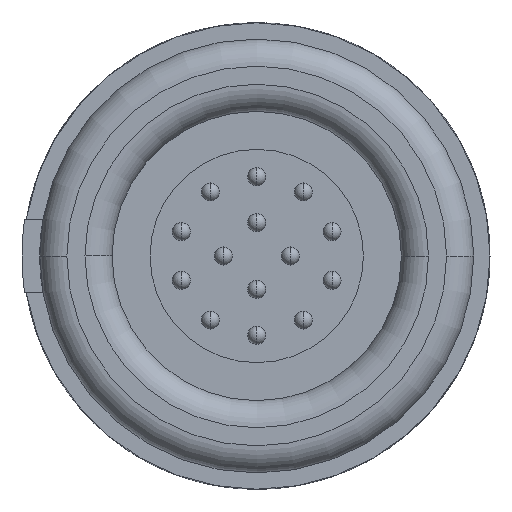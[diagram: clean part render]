
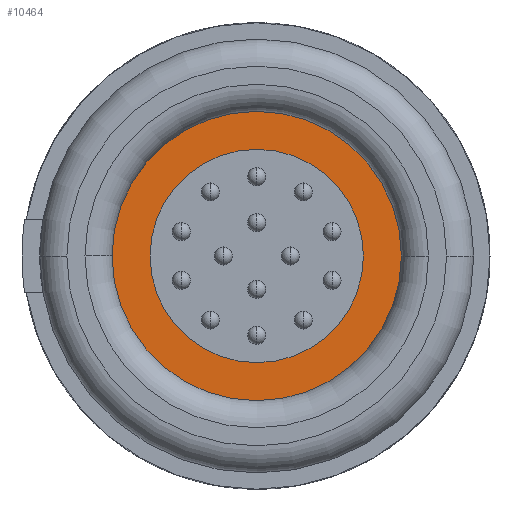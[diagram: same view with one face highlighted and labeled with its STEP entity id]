
A CAD part, left-side view. The second image highlights one B-rep face of the part: STEP entity #10464.
In plain terms, the highlighted planar face has unit normal (-1, 0, 0).
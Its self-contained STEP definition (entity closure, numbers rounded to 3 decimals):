
#1252=CARTESIAN_POINT('',(-9.95,0.,0.));
#1253=DIRECTION('',(-1.,0.,0.));
#1254=DIRECTION('',(0.,1.,0.));
#1255=AXIS2_PLACEMENT_3D('',#1252,#1253,#1254);
#1266=CARTESIAN_POINT('',(-9.95,0.,0.));
#1267=DIRECTION('',(1.,0.,0.));
#1268=DIRECTION('',(0.,1.,0.));
#1269=AXIS2_PLACEMENT_3D('',#1266,#1267,#1268);
#4146=CARTESIAN_POINT('',(-9.95,0.,0.));
#4147=DIRECTION('',(-1.,0.,0.));
#4148=DIRECTION('',(0.,1.,0.));
#4149=AXIS2_PLACEMENT_3D('',#4146,#4147,#4148);
#4151=CARTESIAN_POINT('',(-9.95,0.,0.));
#4152=DIRECTION('',(1.,0.,0.));
#4153=DIRECTION('',(0.,1.,0.));
#4154=AXIS2_PLACEMENT_3D('',#4151,#4152,#4153);
#5489=CARTESIAN_POINT('',(-9.95,4.,0.));
#5490=CARTESIAN_POINT('',(-9.95,-4.,0.));
#5491=VERTEX_POINT('',#5489);
#5492=VERTEX_POINT('',#5490);
#5493=CARTESIAN_POINT('',(-9.95,2.95,0.));
#5494=CARTESIAN_POINT('',(-9.95,-2.95,0.));
#5495=VERTEX_POINT('',#5493);
#5496=VERTEX_POINT('',#5494);
#10449=CARTESIAN_POINT('',(-9.95,0.,0.));
#10450=DIRECTION('',(1.,0.,0.));
#10451=DIRECTION('',(0.,-1.,0.));
#10452=AXIS2_PLACEMENT_3D('',#10449,#10450,#10451);
#10453=PLANE('',#10452);
#10455=ORIENTED_EDGE('',*,*,#10454,.F.);
#10457=ORIENTED_EDGE('',*,*,#10456,.T.);
#10458=EDGE_LOOP('',(#10455,#10457));
#10459=FACE_OUTER_BOUND('',#10458,.F.);
#10460=ORIENTED_EDGE('',*,*,#6403,.F.);
#10461=ORIENTED_EDGE('',*,*,#6375,.T.);
#10462=EDGE_LOOP('',(#10460,#10461));
#10463=FACE_BOUND('',#10462,.F.);
#10464=ADVANCED_FACE('',(#10459,#10463),#10453,.F.);
#1256=CIRCLE('',#1255,2.95);
#1270=CIRCLE('',#1269,2.95);
#4150=CIRCLE('',#4149,4.);
#4155=CIRCLE('',#4154,4.);
#6375=EDGE_CURVE('',#5495,#5496,#1256,.T.);
#6403=EDGE_CURVE('',#5495,#5496,#1270,.T.);
#10454=EDGE_CURVE('',#5491,#5492,#4150,.T.);
#10456=EDGE_CURVE('',#5491,#5492,#4155,.T.);
